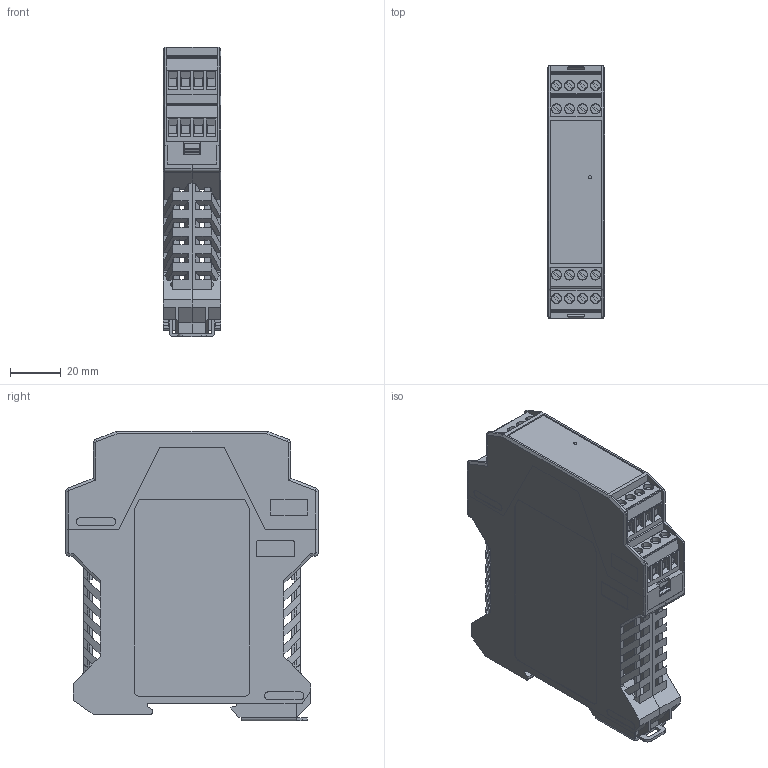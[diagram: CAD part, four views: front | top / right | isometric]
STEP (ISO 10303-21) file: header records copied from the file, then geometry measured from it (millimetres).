
FILE_DESCRIPTION(/* description */ (''),/* implementation_level */ '2;1');
FILE_NAME(/* name */ 'SR_ZERO-SR_ZERO_A.stp',/* time_stamp */ '2021-10-21T09:50:18+02:00',/* author */ ('frigo'),/* organization */ (''),/* preprocessor_version */ 'ST-DEVELOPER v18.1',/* originating_system */ 'AutoCAD Mechanical',/* authorisation */ '');
FILE_SCHEMA (('AUTOMOTIVE_DESIGN { 1 0 10303 214 3 1 1 }'));
Products named in the file (3): Product; AVE_RENDER; AVE_GLOBAL
Assembly tree (9 placements, depth 2):
  Product
    AVE_RENDER  x8
    AVE_GLOBAL
Bounding box: 22.6 x 99 x 113.6 mm (x, y, z)
Volume: 64690.6 mm3; surface area: 67572.2 mm2
Topology: 11 solids, 24 shells, 2011 faces, 5519 edges, 3570 vertices
Faces by surface type: plane 1525, cylinder 432, bspline 32, cone 12, torus 10
Full cylindrical faces by diameter (mm): 1.2 x4
Entity records: 63999 total; most frequent: CARTESIAN_POINT 11948, ORIENTED_EDGE 11009, DIRECTION 10511, EDGE_CURVE 5517, LINE 4443, VECTOR 4443, VERTEX_POINT 3555, AXIS2_PLACEMENT_3D 3034
